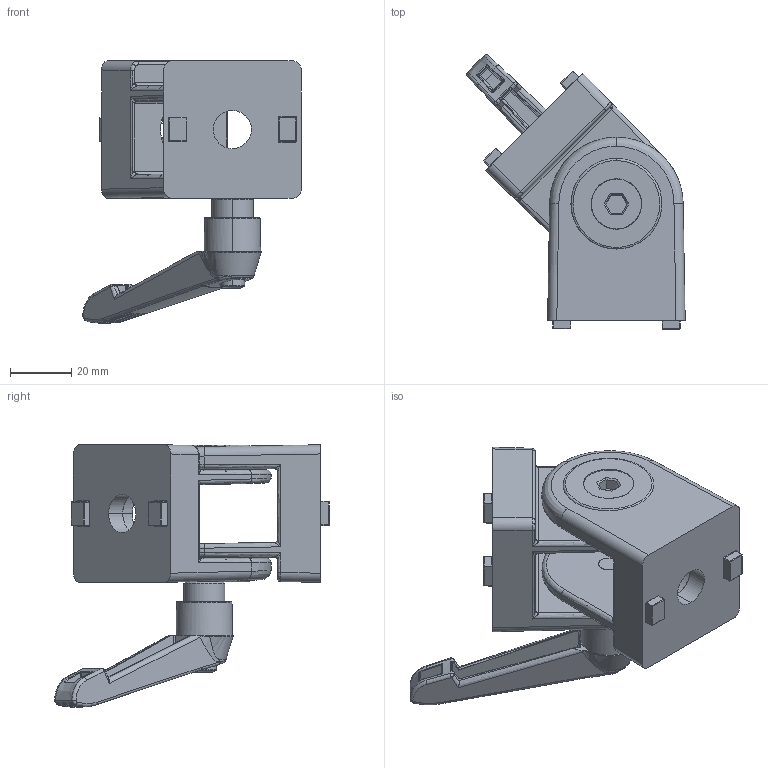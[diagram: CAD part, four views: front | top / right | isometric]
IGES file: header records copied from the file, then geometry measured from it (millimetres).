
Global section: file name: 324541; native system: Autodesk Inventor 2016; preprocessor: unknown; author: TraceParts; organization: TraceParts S.A.; date: 20180512.115518; units: millimetre
Bounding box: 71.43 x 89.83 x 85.84 mm (x, y, z)
Volume: 103692.6 mm3; surface area: 30077 mm2
Topology: 1 solids, 4 shells, 549 faces, 1398 edges, 837 vertices
Faces by surface type: bspline 549
